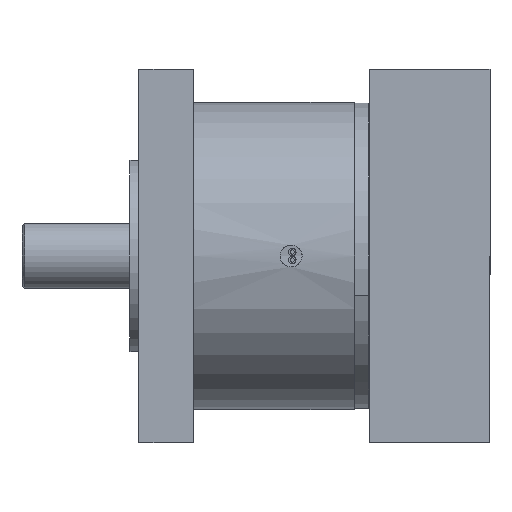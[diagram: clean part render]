
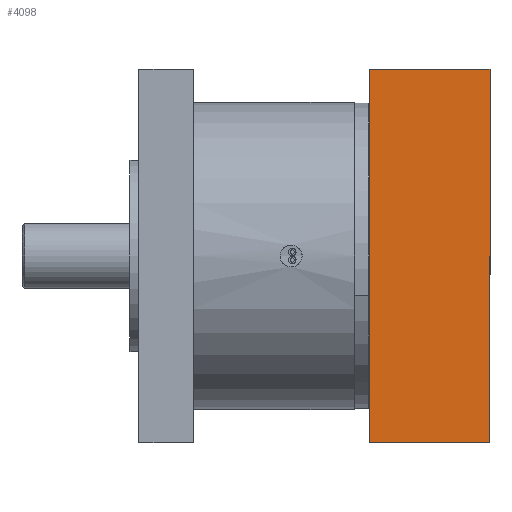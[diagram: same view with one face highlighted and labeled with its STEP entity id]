
A CAD part, front view. The second image highlights one B-rep face of the part: STEP entity #4098.
In plain terms, the highlighted planar face has unit normal (0, -1, 0).
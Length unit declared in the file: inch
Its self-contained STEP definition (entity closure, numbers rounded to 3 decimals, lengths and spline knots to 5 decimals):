
#593 = EDGE_LOOP ( 'NONE', ( #6132, #5773, #6145, #6116 ) ) ;
#1327 = AXIS2_PLACEMENT_3D ( 'NONE', #4230, #4229, #4243 ) ;
#1330 = FACE_OUTER_BOUND ( 'NONE', #593, .T. ) ;
#1904 = LINE ( 'NONE', #1906, #7794 ) ;
#1906 = CARTESIAN_POINT ( 'NONE',  ( -0.59124, 6.56667, 3.47915 ) ) ;
#1907 = DIRECTION ( 'NONE',  ( 0., 0., -1. ) ) ;
#2696 = EDGE_CURVE ( 'NONE', #5555, #5557, #5310, .T. ) ;
#2731 = EDGE_CURVE ( 'NONE', #5572, #5571, #5394, .T. ) ;
#2733 = EDGE_CURVE ( 'NONE', #5571, #5557, #5406, .T. ) ;
#2797 = EDGE_CURVE ( 'NONE', #5572, #5555, #1904, .T. ) ;
#4098 = ADVANCED_FACE ( 'NONE', ( #1330 ), #4240, .F. ) ;
#4229 = DIRECTION ( 'NONE',  ( 0., 1., 0. ) ) ;
#4230 = CARTESIAN_POINT ( 'NONE',  ( -0.59124, 6.56667, 3.47915 ) ) ;
#4240 = PLANE ( 'NONE',  #1327 ) ;
#4243 = DIRECTION ( 'NONE',  ( 1., 0., 0. ) ) ;
#5310 = LINE ( 'NONE', #5311, #7581 ) ;
#5311 = CARTESIAN_POINT ( 'NONE',  ( -0.59124, 6.56667, -0.77085 ) ) ;
#5348 = DIRECTION ( 'NONE',  ( -1., 0., 0. ) ) ;
#5392 = CARTESIAN_POINT ( 'NONE',  ( -0.59124, 6.56667, 3.47915 ) ) ;
#5394 = LINE ( 'NONE', #5392, #7774 ) ;
#5402 = DIRECTION ( 'NONE',  ( -1., 0., 0. ) ) ;
#5406 = LINE ( 'NONE', #5407, #7761 ) ;
#5407 = CARTESIAN_POINT ( 'NONE',  ( -1.96624, 6.56667, 3.47915 ) ) ;
#5408 = DIRECTION ( 'NONE',  ( 0., 0., -1. ) ) ;
#5555 = VERTEX_POINT ( 'NONE', #7563 ) ;
#5557 = VERTEX_POINT ( 'NONE', #7554 ) ;
#5571 = VERTEX_POINT ( 'NONE', #7541 ) ;
#5572 = VERTEX_POINT ( 'NONE', #7562 ) ;
#5773 = ORIENTED_EDGE ( 'NONE', *, *, #2797, .F. ) ;
#6116 = ORIENTED_EDGE ( 'NONE', *, *, #2733, .T. ) ;
#6132 = ORIENTED_EDGE ( 'NONE', *, *, #2696, .F. ) ;
#6145 = ORIENTED_EDGE ( 'NONE', *, *, #2731, .T. ) ;
#7541 = CARTESIAN_POINT ( 'NONE',  ( -1.96624, 6.56667, 3.47915 ) ) ;
#7554 = CARTESIAN_POINT ( 'NONE',  ( -1.96624, 6.56667, -0.77085 ) ) ;
#7562 = CARTESIAN_POINT ( 'NONE',  ( -0.59124, 6.56667, 3.47915 ) ) ;
#7563 = CARTESIAN_POINT ( 'NONE',  ( -0.59124, 6.56667, -0.77085 ) ) ;
#7581 = VECTOR ( 'NONE', #5348, 39.37008 ) ;
#7761 = VECTOR ( 'NONE', #5408, 39.37008 ) ;
#7774 = VECTOR ( 'NONE', #5402, 39.37008 ) ;
#7794 = VECTOR ( 'NONE', #1907, 39.37008 ) ;
